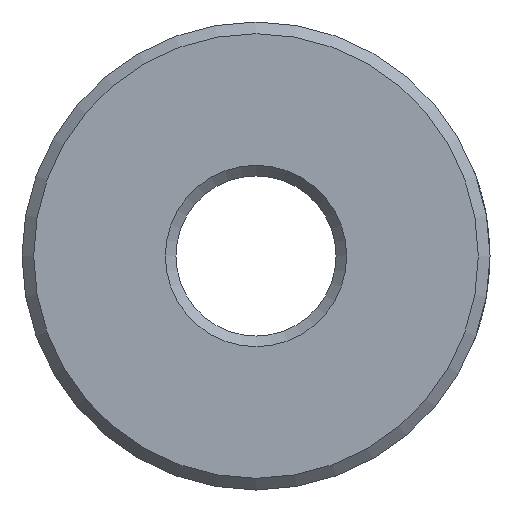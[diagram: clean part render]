
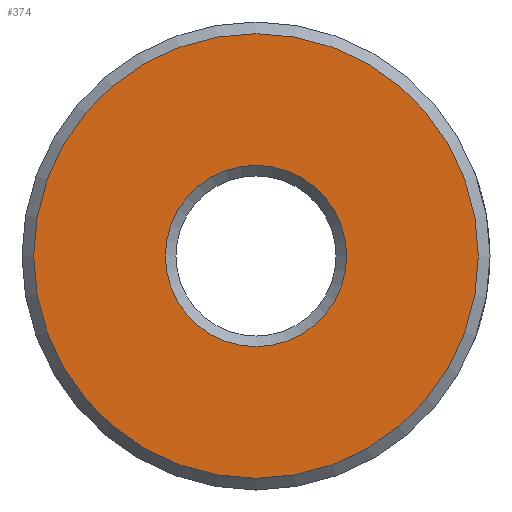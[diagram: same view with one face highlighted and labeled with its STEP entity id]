
A CAD part, front view. The second image highlights one B-rep face of the part: STEP entity #374.
In plain terms, the highlighted planar face has unit normal (0, -1, 0).
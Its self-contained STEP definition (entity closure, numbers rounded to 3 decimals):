
#20=FACE_BOUND('',#115,.T.);
#27=PLANE('',#425);
#91=FACE_OUTER_BOUND('',#114,.T.);
#114=EDGE_LOOP('',(#341));
#115=EDGE_LOOP('',(#342));
#153=CIRCLE('',#424,3.1);
#154=CIRCLE('',#426,7.6);
#188=VERTEX_POINT('',#879);
#189=VERTEX_POINT('',#883);
#239=EDGE_CURVE('',#188,#188,#153,.T.);
#241=EDGE_CURVE('',#189,#189,#154,.T.);
#341=ORIENTED_EDGE('',*,*,#241,.F.);
#342=ORIENTED_EDGE('',*,*,#239,.F.);
#374=ADVANCED_FACE('',(#91,#20),#27,.F.);
#424=AXIS2_PLACEMENT_3D('',#880,#512,#513);
#425=AXIS2_PLACEMENT_3D('',#882,#515,#516);
#426=AXIS2_PLACEMENT_3D('',#884,#517,#518);
#512=DIRECTION('center_axis',(0.,-1.,0.));
#513=DIRECTION('ref_axis',(1.,0.,0.));
#515=DIRECTION('center_axis',(0.,1.,0.));
#516=DIRECTION('ref_axis',(1.,0.,0.));
#517=DIRECTION('center_axis',(0.,1.,0.));
#518=DIRECTION('ref_axis',(1.,0.,0.));
#879=CARTESIAN_POINT('',(-3.1,0.,0.));
#880=CARTESIAN_POINT('Origin',(0.,0.,0.));
#882=CARTESIAN_POINT('Origin',(0.,0.,0.));
#883=CARTESIAN_POINT('',(-7.6,0.,0.));
#884=CARTESIAN_POINT('Origin',(0.,0.,0.));
